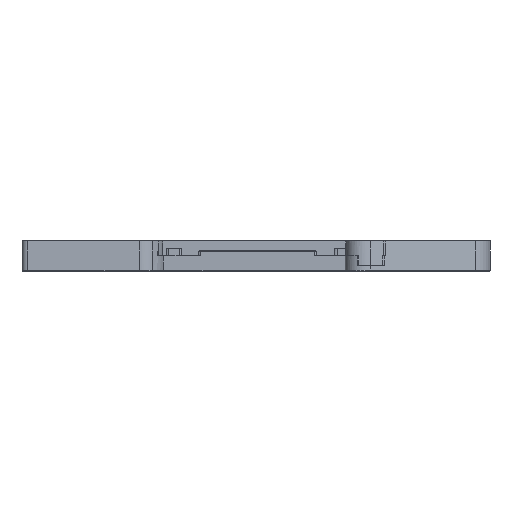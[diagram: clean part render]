
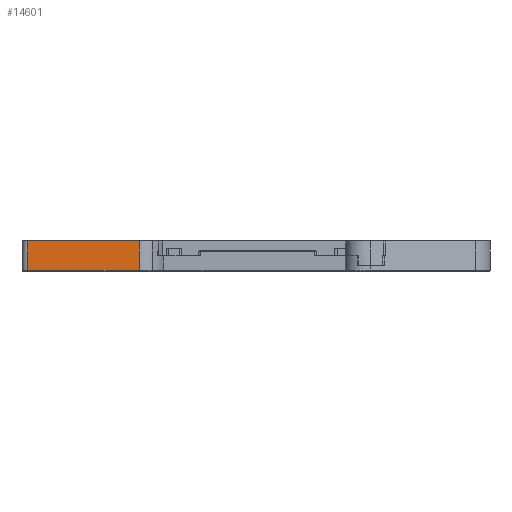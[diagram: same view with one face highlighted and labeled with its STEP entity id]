
A CAD part, front view. The second image highlights one B-rep face of the part: STEP entity #14601.
In plain terms, the highlighted planar face has unit normal (0, -1, 0).
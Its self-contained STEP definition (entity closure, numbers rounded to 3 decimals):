
#332 = CARTESIAN_POINT ( 'NONE',  ( -88.659, -12.733, 20.778 ) ) ;
#384 = FACE_OUTER_BOUND ( 'NONE', #3613, .T. ) ;
#814 = LINE ( 'NONE', #28549, #13679 ) ;
#906 = CARTESIAN_POINT ( 'NONE',  ( -69.702, -12.733, 20.778 ) ) ;
#1118 = VERTEX_POINT ( 'NONE', #29975 ) ;
#1657 = CARTESIAN_POINT ( 'NONE',  ( -88.659, -12.733, 20.778 ) ) ;
#2631 = DIRECTION ( 'NONE',  ( 0., 1., 0. ) ) ;
#3339 = VECTOR ( 'NONE', #3366, 1000. ) ;
#3366 = DIRECTION ( 'NONE',  ( 0., 0., -1. ) ) ;
#3454 = AXIS2_PLACEMENT_3D ( 'NONE', #14666, #2631, #19478 ) ;
#3613 = EDGE_LOOP ( 'NONE', ( #19286, #14420, #24899, #5939 ) ) ;
#5939 = ORIENTED_EDGE ( 'NONE', *, *, #29107, .F. ) ;
#7862 = CARTESIAN_POINT ( 'NONE',  ( -69.702, -12.733, 15.778 ) ) ;
#8554 = CARTESIAN_POINT ( 'NONE',  ( -69.702, -12.733, 20.778 ) ) ;
#10374 = VERTEX_POINT ( 'NONE', #1657 ) ;
#10852 = VECTOR ( 'NONE', #14813, 1000. ) ;
#12231 = PLANE ( 'NONE',  #3454 ) ;
#12721 = CARTESIAN_POINT ( 'NONE',  ( -88.659, -12.733, 15.778 ) ) ;
#13476 = EDGE_CURVE ( 'NONE', #25619, #10374, #814, .T. ) ;
#13679 = VECTOR ( 'NONE', #14108, 1000. ) ;
#14108 = DIRECTION ( 'NONE',  ( 0., 0., 1. ) ) ;
#14420 = ORIENTED_EDGE ( 'NONE', *, *, #17143, .F. ) ;
#14601 = ADVANCED_FACE ( 'NONE', ( #384 ), #12231, .F. ) ;
#14666 = CARTESIAN_POINT ( 'NONE',  ( -69.702, -12.733, 20.778 ) ) ;
#14813 = DIRECTION ( 'NONE',  ( 1., 0., 0. ) ) ;
#17143 = EDGE_CURVE ( 'NONE', #10374, #27399, #17267, .T. ) ;
#17267 = LINE ( 'NONE', #332, #10852 ) ;
#17627 = B_SPLINE_CURVE_WITH_KNOTS ( 'NONE', 3,
 ( #7862, #22308, #27183, #12721 ),
 .UNSPECIFIED., .F., .F.,
 ( 4, 4 ),
 ( 0., 1. ),
 .UNSPECIFIED. ) ;
#19286 = ORIENTED_EDGE ( 'NONE', *, *, #26209, .F. ) ;
#19478 = DIRECTION ( 'NONE',  ( -1., 0., 0. ) ) ;
#20149 = CARTESIAN_POINT ( 'NONE',  ( -88.659, -12.733, 15.778 ) ) ;
#22308 = CARTESIAN_POINT ( 'NONE',  ( -76.021, -12.733, 15.778 ) ) ;
#22548 = LINE ( 'NONE', #906, #3339 ) ;
#24899 = ORIENTED_EDGE ( 'NONE', *, *, #13476, .F. ) ;
#25619 = VERTEX_POINT ( 'NONE', #20149 ) ;
#26209 = EDGE_CURVE ( 'NONE', #27399, #1118, #22548, .T. ) ;
#27183 = CARTESIAN_POINT ( 'NONE',  ( -82.34, -12.733, 15.778 ) ) ;
#27399 = VERTEX_POINT ( 'NONE', #8554 ) ;
#28549 = CARTESIAN_POINT ( 'NONE',  ( -88.659, -12.733, 20.778 ) ) ;
#29107 = EDGE_CURVE ( 'NONE', #1118, #25619, #17627, .T. ) ;
#29975 = CARTESIAN_POINT ( 'NONE',  ( -69.702, -12.733, 15.778 ) ) ;
